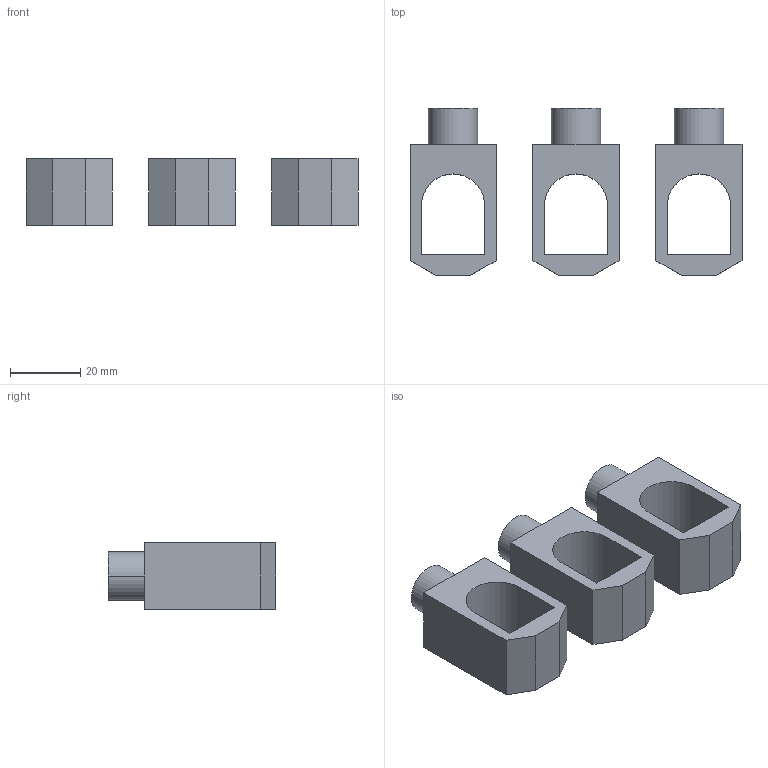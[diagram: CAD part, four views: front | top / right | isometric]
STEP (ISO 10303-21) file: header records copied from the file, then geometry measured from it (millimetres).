
FILE_DESCRIPTION(('CATIA V5 STEP Exchange'),'2;1');
FILE_NAME('1SDH001295R0451_1PA_001_00_XT3_3P_PLUG-IN_FCCuAl_SUP.stp','2014-11-11T15:28:41+00:00',('none'),('none'),'CATIA Version 5 Release 20 SP 1 (IN-10)','CATIA V5 STEP AP214','none');
FILE_SCHEMA(('AUTOMOTIVE_DESIGN { 1 0 10303 214 1 1 1 1 }'));
Length unit declared in the file: millimetre
Products named in the file (1): 1SDH001295R0451_1PA_001_00_XT3_3P_PLUG-IN_FCCuAl_SUP
Bounding box: 94.5 x 47.75 x 19 mm (x, y, z)
Volume: 33630.8 mm3; surface area: 15334.1 mm2
Topology: 3 solids, 3 shells, 45 faces, 108 edges, 72 vertices
Faces by surface type: plane 36, cylinder 9
Entity records: 1257 total; most frequent: ORIENTED_EDGE 216, CARTESIAN_POINT 212, DIRECTION 170, EDGE_CURVE 108, VECTOR 90, LINE 90, VERTEX_POINT 72, EDGE_LOOP 54
